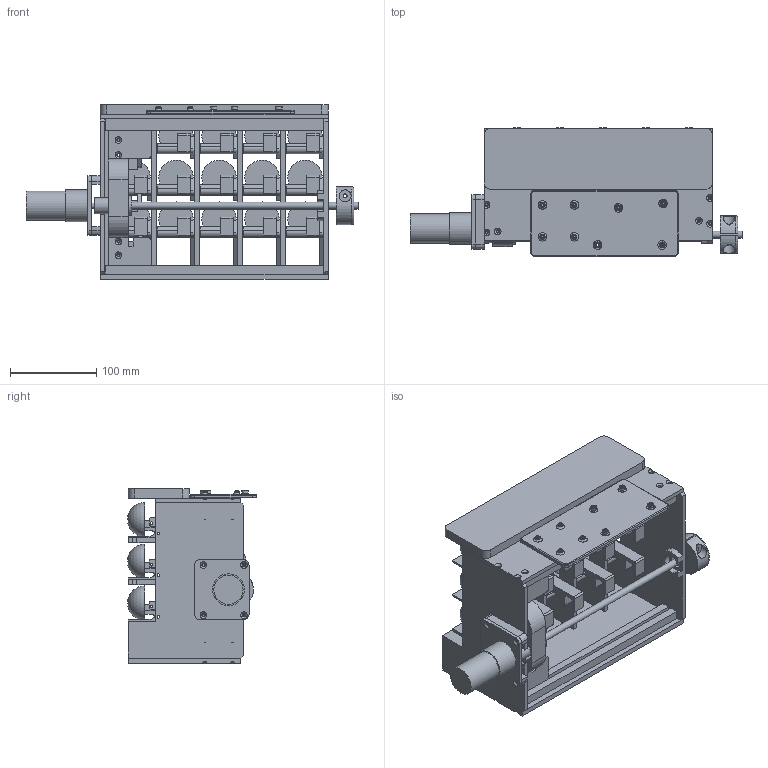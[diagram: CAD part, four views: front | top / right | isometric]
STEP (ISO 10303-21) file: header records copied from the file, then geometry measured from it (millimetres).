
FILE_DESCRIPTION(/* description */ (''),/* implementation_level */ '2;1');
FILE_NAME(/* name */ '4639b04b-a375-4c21-9e87-472f07e24e6e.stp',/* time_stamp */ '2021-06-11T18:46:36+00:00',/* author */ (''),/* organization */ (''),/* preprocessor_version */ 'ST-DEVELOPER v18.1',/* originating_system */ 'Autodesk Translation Framework v10.9.0.1377',/* authorisation */ '');
FILE_SCHEMA (('AUTOMOTIVE_DESIGN { 1 0 10303 214 3 1 1 }'));
Length unit declared in the file: millimetre
Products named in the file (12): 002; slider (1); horn; horn (2) (1); horn (1) (1); base (1); handwheel; theRest; lever (1); pivot2; pivot; ArduinoMEGA v1
Assembly tree (53 placements, depth 3):
  002
    pivot  x3
    lever (1)  x3
    pivot2  x3
    slider (1)
      horn
      horn (2) (1)
      horn (1) (1)
    base (1)
      handwheel
    theRest
      lever (1)  x12
      pivot2  x12
      pivot  x12
    ArduinoMEGA v1
Bounding box: 386 x 150.08 x 203 mm (x, y, z)
Volume: 1809842.7 mm3; surface area: 716992.9 mm2
Topology: 90 solids, 90 shells, 1736 faces, 4534 edges, 2979 vertices
Faces by surface type: plane 943, cylinder 610, cone 114, sphere 60, torus 9
Full cylindrical faces by diameter (mm): 2 x6, 2.5 x1, 2.8 x144, 3 x45, 3.8 x66, 4 x5, 4.5 x2, 5 x1, 6 x5, 7 x4, 8 x4, 10 x1, 11.5 x1, 12 x2, 14 x2, 15 x1, 19 x1, 22 x1, 25 x1, 34 x1, 37 x1
Entity records: 26471 total; most frequent: DIRECTION 4627, CARTESIAN_POINT 4558, ORIENTED_EDGE 4194, EDGE_CURVE 2097, AXIS2_PLACEMENT_3D 1658, VERTEX_POINT 1369, LINE 1311, VECTOR 1311
